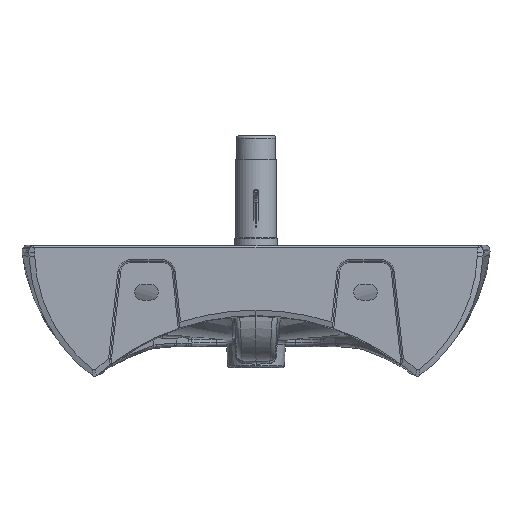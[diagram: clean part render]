
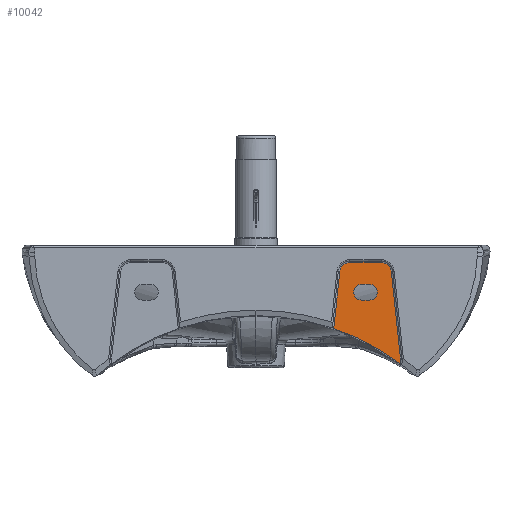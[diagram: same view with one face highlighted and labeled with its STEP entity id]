
A CAD part, left-side view. The second image highlights one B-rep face of the part: STEP entity #10042.
In plain terms, the highlighted planar face has unit normal (-1, 0, 0).
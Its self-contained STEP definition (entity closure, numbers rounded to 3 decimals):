
#7706=CARTESIAN_POINT('',(2.5,-99.426,-106.377));
#7707=VERTEX_POINT('',#7706);
#8565=CARTESIAN_POINT('',(2.5,-185.347,-151.788));
#8566=VERTEX_POINT('',#8565);
#8567=CARTESIAN_POINT('',(2.5,-185.347,-151.788));
#8568=CARTESIAN_POINT('',(2.5,-172.336,-142.013));
#8569=CARTESIAN_POINT('',(2.5,-158.572,-133.283));
#8570=CARTESIAN_POINT('',(2.5,-129.798,-118.075));
#8571=CARTESIAN_POINT('',(2.5,-114.831,-111.621));
#8572=CARTESIAN_POINT('',(2.5,-99.426,-106.377));
#8573=B_SPLINE_CURVE_WITH_KNOTS('',3,(#8567,#8568,#8569,#8570,#8571,#8572),.UNSPECIFIED.,.F.,.U.,(4,2,4),(0.,4.882,9.764),.UNSPECIFIED.);
#8574=EDGE_CURVE('',#8566,#7707,#8573,.T.);
#9958=CARTESIAN_POINT('',(2.5,0.0,0.0));
#9959=DIRECTION('',(1.0,0.0,0.0));
#9960=DIRECTION('',(0.0,0.0,-1.0));
#9961=AXIS2_PLACEMENT_3D('',#9958,#9959,#9960);
#9962=PLANE('',#9961);
#9963=ORIENTED_EDGE('',*,*,#8574,.F.);
#9964=CARTESIAN_POINT('',(2.5,-172.929,-33.641));
#9965=VERTEX_POINT('',#9964);
#9966=CARTESIAN_POINT('',(2.5,-185.347,-151.788));
#9967=DIRECTION('',(0.0,0.105,0.995));
#9968=VECTOR('',#9967,118.798);
#9969=LINE('',#9966,#9968);
#9970=EDGE_CURVE('',#9965,#8566,#9969,.F.);
#9971=ORIENTED_EDGE('',*,*,#9970,.F.);
#9972=CARTESIAN_POINT('',(2.5,-160.0,-22.0));
#9973=VERTEX_POINT('',#9972);
#9974=CARTESIAN_POINT('',(2.5,-160.0,-35.0));
#9975=DIRECTION('',(1.0,0.0,0.0));
#9976=DIRECTION('',(0.0,1.0,0.0));
#9977=AXIS2_PLACEMENT_3D('',#9974,#9975,#9976);
#9978=CIRCLE('',#9977,13.0);
#9979=EDGE_CURVE('',#9973,#9965,#9978,.T.);
#9980=ORIENTED_EDGE('',*,*,#9979,.F.);
#9981=CARTESIAN_POINT('',(2.5,-120.,-22.0));
#9982=VERTEX_POINT('',#9981);
#9983=CARTESIAN_POINT('',(2.5,-160.0,-22.0));
#9984=DIRECTION('',(0.0,1.0,0.0));
#9985=VECTOR('',#9984,40.);
#9986=LINE('',#9983,#9985);
#9987=EDGE_CURVE('',#9982,#9973,#9986,.F.);
#9988=ORIENTED_EDGE('',*,*,#9987,.F.);
#9989=CARTESIAN_POINT('',(2.5,-107.071,-33.641));
#9990=VERTEX_POINT('',#9989);
#9991=CARTESIAN_POINT('',(2.5,-120.0,-35.0));
#9992=DIRECTION('',(1.0,0.0,0.0));
#9993=DIRECTION('',(0.0,1.0,0.0));
#9994=AXIS2_PLACEMENT_3D('',#9991,#9992,#9993);
#9995=CIRCLE('',#9994,13.0);
#9996=EDGE_CURVE('',#9990,#9982,#9995,.T.);
#9997=ORIENTED_EDGE('',*,*,#9996,.F.);
#9998=CARTESIAN_POINT('',(2.5,-107.071,-33.641));
#9999=DIRECTION('',(0.0,0.105,-0.995));
#10000=VECTOR('',#9999,73.137);
#10001=LINE('',#9998,#10000);
#10002=EDGE_CURVE('',#7707,#9990,#10001,.F.);
#10003=ORIENTED_EDGE('',*,*,#10002,.F.);
#10004=EDGE_LOOP('',(#9963,#9971,#9980,#9988,#9997,#10003));
#10005=FACE_OUTER_BOUND('',#10004,.T.);
#10006=CARTESIAN_POINT('',(2.5,-145.049,-70.0));
#10007=VERTEX_POINT('',#10006);
#10008=CARTESIAN_POINT('',(2.5,-145.049,-50.0));
#10009=VERTEX_POINT('',#10008);
#10010=CARTESIAN_POINT('',(2.5,-145.049,-60.0));
#10011=DIRECTION('',(1.0,0.0,0.0));
#10012=DIRECTION('',(0.0,1.0,0.0));
#10013=AXIS2_PLACEMENT_3D('',#10010,#10011,#10012);
#10014=CIRCLE('',#10013,10.0);
#10015=EDGE_CURVE('',#10007,#10009,#10014,.F.);
#10016=ORIENTED_EDGE('',*,*,#10015,.F.);
#10017=CARTESIAN_POINT('',(2.5,-134.951,-70.0));
#10018=VERTEX_POINT('',#10017);
#10019=CARTESIAN_POINT('',(2.5,-134.951,-70.0));
#10020=DIRECTION('',(0.0,-1.0,0.0));
#10021=VECTOR('',#10020,10.097);
#10022=LINE('',#10019,#10021);
#10023=EDGE_CURVE('',#10007,#10018,#10022,.F.);
#10024=ORIENTED_EDGE('',*,*,#10023,.T.);
#10025=CARTESIAN_POINT('',(2.5,-134.951,-50.0));
#10026=VERTEX_POINT('',#10025);
#10027=CARTESIAN_POINT('',(2.5,-134.951,-60.0));
#10028=DIRECTION('',(1.0,0.0,0.0));
#10029=DIRECTION('',(0.0,1.0,0.0));
#10030=AXIS2_PLACEMENT_3D('',#10027,#10028,#10029);
#10031=CIRCLE('',#10030,10.0);
#10032=EDGE_CURVE('',#10026,#10018,#10031,.F.);
#10033=ORIENTED_EDGE('',*,*,#10032,.F.);
#10034=CARTESIAN_POINT('',(2.5,-145.049,-50.0));
#10035=DIRECTION('',(0.0,1.0,0.0));
#10036=VECTOR('',#10035,10.097);
#10037=LINE('',#10034,#10036);
#10038=EDGE_CURVE('',#10026,#10009,#10037,.F.);
#10039=ORIENTED_EDGE('',*,*,#10038,.T.);
#10040=EDGE_LOOP('',(#10016,#10024,#10033,#10039));
#10041=FACE_BOUND('',#10040,.T.);
#10042=ADVANCED_FACE('',(#10005,#10041),#9962,.F.);
